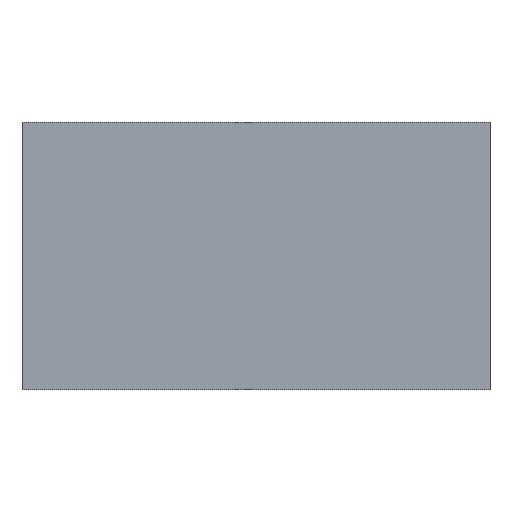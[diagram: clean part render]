
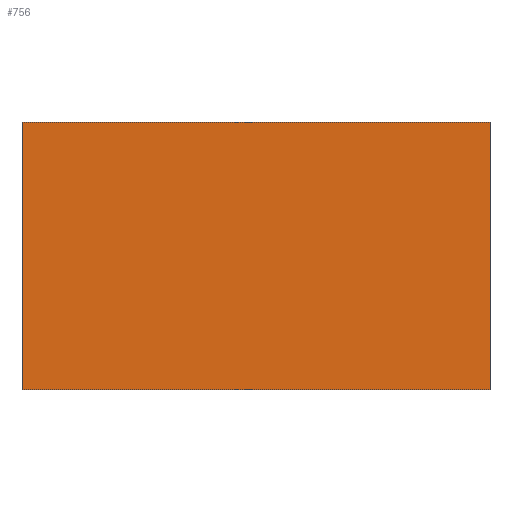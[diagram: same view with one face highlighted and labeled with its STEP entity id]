
A CAD part, front view. The second image highlights one B-rep face of the part: STEP entity #756.
In plain terms, the highlighted planar face has unit normal (0, -1, 0).
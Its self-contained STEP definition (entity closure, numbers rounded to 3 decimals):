
#50=FACE_OUTER_BOUND('',#87,.T.);
#87=EDGE_LOOP('',(#645,#646,#647,#648));
#183=LINE('',#1188,#288);
#186=LINE('',#1194,#291);
#189=LINE('',#1200,#294);
#192=LINE('',#1205,#297);
#288=VECTOR('',#975,10.);
#291=VECTOR('',#980,10.);
#294=VECTOR('',#985,10.);
#297=VECTOR('',#990,10.);
#362=VERTEX_POINT('',#1185);
#363=VERTEX_POINT('',#1187);
#365=VERTEX_POINT('',#1193);
#367=VERTEX_POINT('',#1199);
#463=EDGE_CURVE('',#363,#362,#183,.T.);
#466=EDGE_CURVE('',#362,#365,#186,.T.);
#469=EDGE_CURVE('',#365,#367,#189,.T.);
#472=EDGE_CURVE('',#367,#363,#192,.T.);
#645=ORIENTED_EDGE('',*,*,#472,.T.);
#646=ORIENTED_EDGE('',*,*,#463,.T.);
#647=ORIENTED_EDGE('',*,*,#466,.T.);
#648=ORIENTED_EDGE('',*,*,#469,.T.);
#719=PLANE('',#813);
#756=ADVANCED_FACE('',(#50),#719,.T.);
#813=AXIS2_PLACEMENT_3D('',#1207,#992,#993);
#975=DIRECTION('',(0.,0.,-1.));
#980=DIRECTION('',(1.,0.,0.));
#985=DIRECTION('',(0.,0.,1.));
#990=DIRECTION('',(-1.,0.,0.));
#992=DIRECTION('center_axis',(0.,-1.,0.));
#993=DIRECTION('ref_axis',(0.,0.,-1.));
#1185=CARTESIAN_POINT('',(-350.,0.,-200.));
#1187=CARTESIAN_POINT('',(-350.,0.,0.));
#1188=CARTESIAN_POINT('',(-350.,0.,0.));
#1193=CARTESIAN_POINT('',(0.,0.,-200.));
#1194=CARTESIAN_POINT('',(-350.,0.,-200.));
#1199=CARTESIAN_POINT('',(0.,0.,0.));
#1200=CARTESIAN_POINT('',(0.,0.,-200.));
#1205=CARTESIAN_POINT('',(0.,0.,0.));
#1207=CARTESIAN_POINT('Origin',(-175.,0.,-100.));
